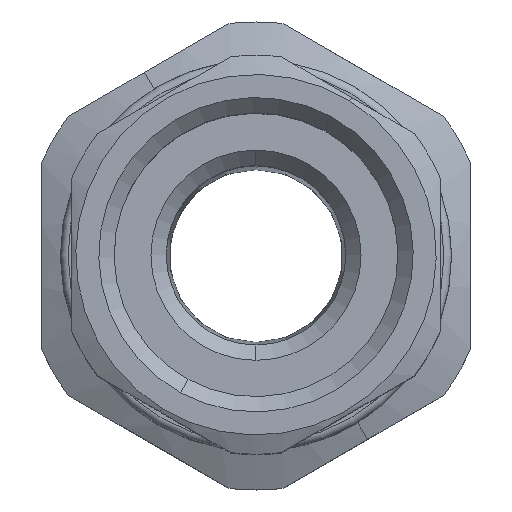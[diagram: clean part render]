
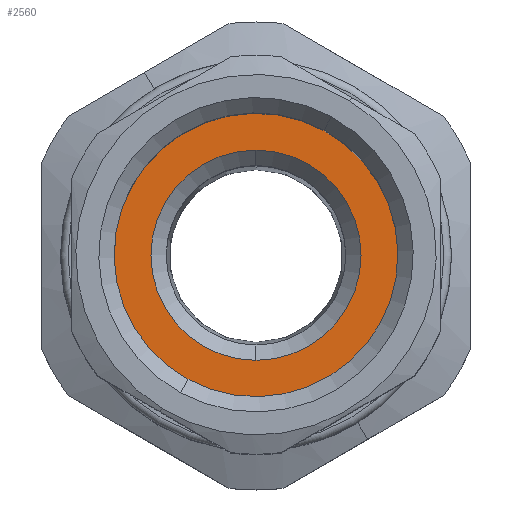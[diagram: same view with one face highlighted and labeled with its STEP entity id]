
A CAD part, top view. The second image highlights one B-rep face of the part: STEP entity #2560.
In plain terms, the highlighted planar face has unit normal (0, 0, 1).
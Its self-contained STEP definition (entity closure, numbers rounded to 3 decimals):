
#1590=AXIS2_PLACEMENT_3D('Circle Axis2P3D',#1588,#1589,$) ;
#2289=AXIS2_PLACEMENT_3D('Circle Axis2P3D',#2287,#2288,$) ;
#2536=AXIS2_PLACEMENT_3D('Plane Axis2P3D',#2533,#2534,#2535) ;
#2544=AXIS2_PLACEMENT_3D('Circle Axis2P3D',#2542,#2543,$) ;
#2553=AXIS2_PLACEMENT_3D('Circle Axis2P3D',#2551,#2552,$) ;
#1569=CARTESIAN_POINT('Vertex',(18.435,23.368,52.25)) ;
#1585=CARTESIAN_POINT('Vertex',(9.565,7.132,52.25)) ;
#1588=CARTESIAN_POINT('Axis2P3D Location',(14.,15.25,52.25)) ;
#2287=CARTESIAN_POINT('Axis2P3D Location',(14.,15.25,52.25)) ;
#2533=CARTESIAN_POINT('Axis2P3D Location',(14.,15.25,52.25)) ;
#2542=CARTESIAN_POINT('Axis2P3D Location',(14.,15.25,52.25)) ;
#2546=CARTESIAN_POINT('Vertex',(14.,8.4,52.25)) ;
#2548=CARTESIAN_POINT('Vertex',(14.,22.1,52.25)) ;
#2551=CARTESIAN_POINT('Axis2P3D Location',(14.,15.25,52.25)) ;
#1589=DIRECTION('Axis2P3D Direction',(0.,0.,-1.)) ;
#2288=DIRECTION('Axis2P3D Direction',(0.,0.,-1.)) ;
#2534=DIRECTION('Axis2P3D Direction',(0.,0.,-1.)) ;
#2535=DIRECTION('Axis2P3D XDirection',(0.,-1.,0.)) ;
#2543=DIRECTION('Axis2P3D Direction',(0.,0.,-1.)) ;
#2552=DIRECTION('Axis2P3D Direction',(0.,0.,-1.)) ;
#2539=ORIENTED_EDGE('',*,*,#2291,.F.) ;
#2540=ORIENTED_EDGE('',*,*,#1592,.F.) ;
#2557=ORIENTED_EDGE('',*,*,#2550,.T.) ;
#2558=ORIENTED_EDGE('',*,*,#2555,.T.) ;
#2559=FACE_BOUND('',#2556,.T.) ;
#2560=ADVANCED_FACE('Body',(#2541,#2559),#2537,.F.) ;
#1591=CIRCLE('generated circle',#1590,9.25) ;
#2290=CIRCLE('generated circle',#2289,9.25) ;
#2545=CIRCLE('generated circle',#2544,6.85) ;
#2554=CIRCLE('generated circle',#2553,6.85) ;
#1592=EDGE_CURVE('',#1586,#1570,#1591,.T.) ;
#2291=EDGE_CURVE('',#1570,#1586,#2290,.T.) ;
#2550=EDGE_CURVE('',#2547,#2549,#2545,.T.) ;
#2555=EDGE_CURVE('',#2549,#2547,#2554,.T.) ;
#2538=EDGE_LOOP('',(#2539,#2540)) ;
#2556=EDGE_LOOP('',(#2557,#2558)) ;
#2541=FACE_OUTER_BOUND('',#2538,.T.) ;
#2537=PLANE('',#2536) ;
#1570=VERTEX_POINT('',#1569) ;
#1586=VERTEX_POINT('',#1585) ;
#2547=VERTEX_POINT('',#2546) ;
#2549=VERTEX_POINT('',#2548) ;
